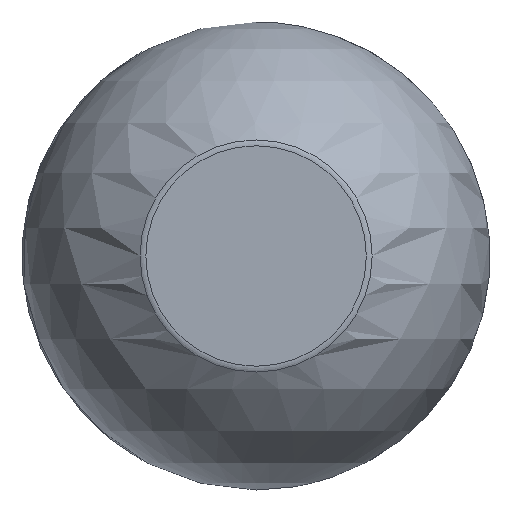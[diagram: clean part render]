
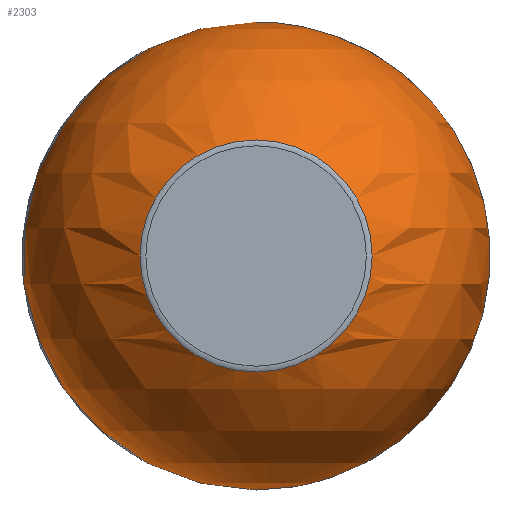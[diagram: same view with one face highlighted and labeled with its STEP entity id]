
A CAD part, left-side view. The second image highlights one B-rep face of the part: STEP entity #2303.
In plain terms, the highlighted spherical face has radius 4 mm.
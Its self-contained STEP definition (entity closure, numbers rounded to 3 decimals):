
#92 = DIRECTION ( 'NONE',  ( 0., 0., 1. ) ) ;
#129 = VERTEX_POINT ( 'NONE', #285 ) ;
#169 = DIRECTION ( 'NONE',  ( 0., 1., 0. ) ) ;
#285 = CARTESIAN_POINT ( 'NONE',  ( 3.451, 2.022, 0. ) ) ;
#304 = DIRECTION ( 'NONE',  ( 1., 0., 0. ) ) ;
#311 = EDGE_CURVE ( 'NONE', #129, #129, #1158, .T. ) ;
#323 = DIRECTION ( 'NONE',  ( 0., 1., 0. ) ) ;
#471 = DIRECTION ( 'NONE',  ( 0., 1., 0. ) ) ;
#485 = CARTESIAN_POINT ( 'NONE',  ( -3.474, 0., 0. ) ) ;
#667 = CARTESIAN_POINT ( 'NONE',  ( -3.474, 1.983, 0. ) ) ;
#839 = EDGE_CURVE ( 'NONE', #1049, #1049, #2149, .T. ) ;
#878 = CARTESIAN_POINT ( 'NONE',  ( 0., 0., 0. ) ) ;
#1049 = VERTEX_POINT ( 'NONE', #667 ) ;
#1091 = ORIENTED_EDGE ( 'NONE', *, *, #839, .T. ) ;
#1137 = FACE_OUTER_BOUND ( 'NONE', #2420, .T. ) ;
#1158 = CIRCLE ( 'NONE', #2464, 2.022 ) ;
#1318 = CARTESIAN_POINT ( 'NONE',  ( 3.451, 0., 0. ) ) ;
#1442 = SPHERICAL_SURFACE ( 'NONE', #1860, 4. ) ;
#1465 = AXIS2_PLACEMENT_3D ( 'NONE', #485, #304, #471 ) ;
#1656 = ORIENTED_EDGE ( 'NONE', *, *, #311, .F. ) ;
#1669 = DIRECTION ( 'NONE',  ( 1., 0., 0. ) ) ;
#1860 = AXIS2_PLACEMENT_3D ( 'NONE', #878, #92, #323 ) ;
#2149 = CIRCLE ( 'NONE', #1465, 1.983 ) ;
#2217 = EDGE_LOOP ( 'NONE', ( #1656 ) ) ;
#2303 = ADVANCED_FACE ( 'NONE', ( #1137, #2307 ), #1442, .T. ) ;
#2307 = FACE_OUTER_BOUND ( 'NONE', #2217, .T. ) ;
#2420 = EDGE_LOOP ( 'NONE', ( #1091 ) ) ;
#2464 = AXIS2_PLACEMENT_3D ( 'NONE', #1318, #1669, #169 ) ;
